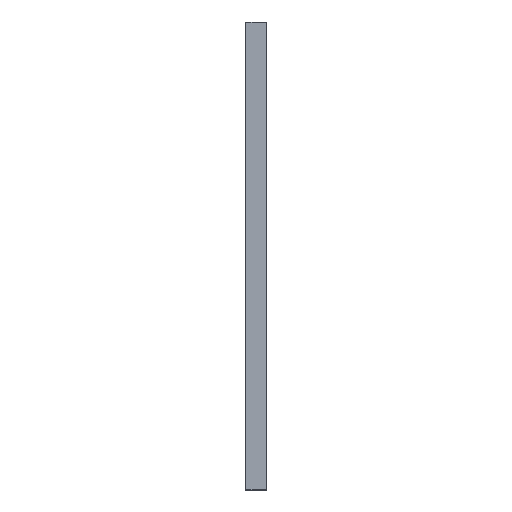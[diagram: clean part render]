
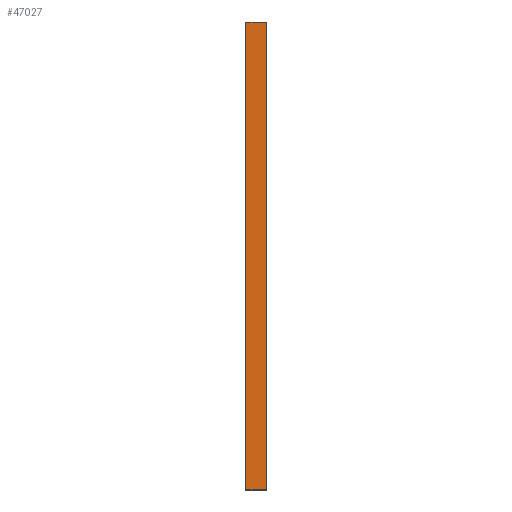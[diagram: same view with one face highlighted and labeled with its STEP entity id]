
A CAD part, front view. The second image highlights one B-rep face of the part: STEP entity #47027.
In plain terms, the highlighted planar face has unit normal (0, -1, 0).
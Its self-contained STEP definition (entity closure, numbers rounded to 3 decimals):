
#37153 = PLANE('',#37154);
#37154 = AXIS2_PLACEMENT_3D('',#37155,#37156,#37157);
#37155 = CARTESIAN_POINT('',(4.,-8.95,0.05));
#37156 = DIRECTION('',(0.,0.707,0.707));
#37157 = DIRECTION('',(1.,0.,0.));
#37461 = PLANE('',#37462);
#37462 = AXIS2_PLACEMENT_3D('',#37463,#37464,#37465);
#37463 = CARTESIAN_POINT('',(4.,-8.95,174.95));
#37464 = DIRECTION('',(0.,-0.707,
    0.707));
#37465 = DIRECTION('',(1.,0.,0.));
#37748 = PLANE('',#37749);
#37749 = AXIS2_PLACEMENT_3D('',#37750,#37751,#37752);
#37750 = CARTESIAN_POINT('',(-3.9,-8.9,0.));
#37751 = DIRECTION('',(-0.707,-0.707,
    0.));
#37752 = DIRECTION('',(0.,0.,1.));
#41087 = VERTEX_POINT('',#41088);
#41088 = CARTESIAN_POINT('',(3.9,-9.,0.1));
#41109 = EDGE_CURVE('',#41087,#41110,#41112,.T.);
#41110 = VERTEX_POINT('',#41111);
#41111 = CARTESIAN_POINT('',(-3.8,-9.,0.1));
#41112 = SURFACE_CURVE('',#41113,(#41117,#41124),.PCURVE_S1.);
#41113 = LINE('',#41114,#41115);
#41114 = CARTESIAN_POINT('',(4.,-9.,0.1));
#41115 = VECTOR('',#41116,1.);
#41116 = DIRECTION('',(-1.,0.,0.));
#41117 = PCURVE('',#37153,#41118);
#41118 = DEFINITIONAL_REPRESENTATION('',(#41119),#41123);
#41119 = LINE('',#41120,#41121);
#41120 = CARTESIAN_POINT('',(0.,-0.071));
#41121 = VECTOR('',#41122,1.);
#41122 = DIRECTION('',(-1.,0.));
#41123 = ( GEOMETRIC_REPRESENTATION_CONTEXT(2) 
PARAMETRIC_REPRESENTATION_CONTEXT() REPRESENTATION_CONTEXT('2D SPACE',''
  ) );
#41124 = PCURVE('',#41125,#41130);
#41125 = PLANE('',#41126);
#41126 = AXIS2_PLACEMENT_3D('',#41127,#41128,#41129);
#41127 = CARTESIAN_POINT('',(4.,-9.,0.));
#41128 = DIRECTION('',(0.,-1.,0.));
#41129 = DIRECTION('',(-1.,0.,0.));
#41130 = DEFINITIONAL_REPRESENTATION('',(#41131),#41135);
#41131 = LINE('',#41132,#41133);
#41132 = CARTESIAN_POINT('',(0.,-0.1));
#41133 = VECTOR('',#41134,1.);
#41134 = DIRECTION('',(1.,0.));
#41135 = ( GEOMETRIC_REPRESENTATION_CONTEXT(2) 
PARAMETRIC_REPRESENTATION_CONTEXT() REPRESENTATION_CONTEXT('2D SPACE',''
  ) );
#41402 = VERTEX_POINT('',#41403);
#41403 = CARTESIAN_POINT('',(3.9,-9.,174.9));
#41424 = EDGE_CURVE('',#41402,#41425,#41427,.T.);
#41425 = VERTEX_POINT('',#41426);
#41426 = CARTESIAN_POINT('',(-3.8,-9.,174.9));
#41427 = SURFACE_CURVE('',#41428,(#41432,#41439),.PCURVE_S1.);
#41428 = LINE('',#41429,#41430);
#41429 = CARTESIAN_POINT('',(4.,-9.,174.9));
#41430 = VECTOR('',#41431,1.);
#41431 = DIRECTION('',(-1.,0.,0.));
#41432 = PCURVE('',#37461,#41433);
#41433 = DEFINITIONAL_REPRESENTATION('',(#41434),#41438);
#41434 = LINE('',#41435,#41436);
#41435 = CARTESIAN_POINT('',(0.,-0.071));
#41436 = VECTOR('',#41437,1.);
#41437 = DIRECTION('',(-1.,0.));
#41438 = ( GEOMETRIC_REPRESENTATION_CONTEXT(2) 
PARAMETRIC_REPRESENTATION_CONTEXT() REPRESENTATION_CONTEXT('2D SPACE',''
  ) );
#41439 = PCURVE('',#41125,#41440);
#41440 = DEFINITIONAL_REPRESENTATION('',(#41441),#41445);
#41441 = LINE('',#41442,#41443);
#41442 = CARTESIAN_POINT('',(0.,-174.9));
#41443 = VECTOR('',#41444,1.);
#41444 = DIRECTION('',(1.,0.));
#41445 = ( GEOMETRIC_REPRESENTATION_CONTEXT(2) 
PARAMETRIC_REPRESENTATION_CONTEXT() REPRESENTATION_CONTEXT('2D SPACE',''
  ) );
#41581 = EDGE_CURVE('',#41110,#41425,#41582,.T.);
#41582 = SURFACE_CURVE('',#41583,(#41587,#41594),.PCURVE_S1.);
#41583 = LINE('',#41584,#41585);
#41584 = CARTESIAN_POINT('',(-3.8,-9.,0.));
#41585 = VECTOR('',#41586,1.);
#41586 = DIRECTION('',(0.,0.,1.));
#41587 = PCURVE('',#37748,#41588);
#41588 = DEFINITIONAL_REPRESENTATION('',(#41589),#41593);
#41589 = LINE('',#41590,#41591);
#41590 = CARTESIAN_POINT('',(0.,-0.141));
#41591 = VECTOR('',#41592,1.);
#41592 = DIRECTION('',(1.,0.));
#41593 = ( GEOMETRIC_REPRESENTATION_CONTEXT(2) 
PARAMETRIC_REPRESENTATION_CONTEXT() REPRESENTATION_CONTEXT('2D SPACE',''
  ) );
#41594 = PCURVE('',#41125,#41595);
#41595 = DEFINITIONAL_REPRESENTATION('',(#41596),#41600);
#41596 = LINE('',#41597,#41598);
#41597 = CARTESIAN_POINT('',(7.8,0.));
#41598 = VECTOR('',#41599,1.);
#41599 = DIRECTION('',(0.,-1.));
#41600 = ( GEOMETRIC_REPRESENTATION_CONTEXT(2) 
PARAMETRIC_REPRESENTATION_CONTEXT() REPRESENTATION_CONTEXT('2D SPACE',''
  ) );
#46772 = PLANE('',#46773);
#46773 = AXIS2_PLACEMENT_3D('',#46774,#46775,#46776);
#46774 = CARTESIAN_POINT('',(3.95,-8.95,0.));
#46775 = DIRECTION('',(0.707,-0.707,0.));
#46776 = DIRECTION('',(0.,0.,1.));
#47027 = ADVANCED_FACE('',(#47028),#41125,.T.);
#47028 = FACE_BOUND('',#47029,.T.);
#47029 = EDGE_LOOP('',(#47030,#47051,#47052,#47053));
#47030 = ORIENTED_EDGE('',*,*,#47031,.T.);
#47031 = EDGE_CURVE('',#41087,#41402,#47032,.T.);
#47032 = SURFACE_CURVE('',#47033,(#47037,#47044),.PCURVE_S1.);
#47033 = LINE('',#47034,#47035);
#47034 = CARTESIAN_POINT('',(3.9,-9.,0.));
#47035 = VECTOR('',#47036,1.);
#47036 = DIRECTION('',(0.,0.,1.));
#47037 = PCURVE('',#41125,#47038);
#47038 = DEFINITIONAL_REPRESENTATION('',(#47039),#47043);
#47039 = LINE('',#47040,#47041);
#47040 = CARTESIAN_POINT('',(0.1,0.));
#47041 = VECTOR('',#47042,1.);
#47042 = DIRECTION('',(0.,-1.));
#47043 = ( GEOMETRIC_REPRESENTATION_CONTEXT(2) 
PARAMETRIC_REPRESENTATION_CONTEXT() REPRESENTATION_CONTEXT('2D SPACE',''
  ) );
#47044 = PCURVE('',#46772,#47045);
#47045 = DEFINITIONAL_REPRESENTATION('',(#47046),#47050);
#47046 = LINE('',#47047,#47048);
#47047 = CARTESIAN_POINT('',(0.,0.071));
#47048 = VECTOR('',#47049,1.);
#47049 = DIRECTION('',(1.,0.));
#47050 = ( GEOMETRIC_REPRESENTATION_CONTEXT(2) 
PARAMETRIC_REPRESENTATION_CONTEXT() REPRESENTATION_CONTEXT('2D SPACE',''
  ) );
#47051 = ORIENTED_EDGE('',*,*,#41424,.T.);
#47052 = ORIENTED_EDGE('',*,*,#41581,.F.);
#47053 = ORIENTED_EDGE('',*,*,#41109,.F.);
